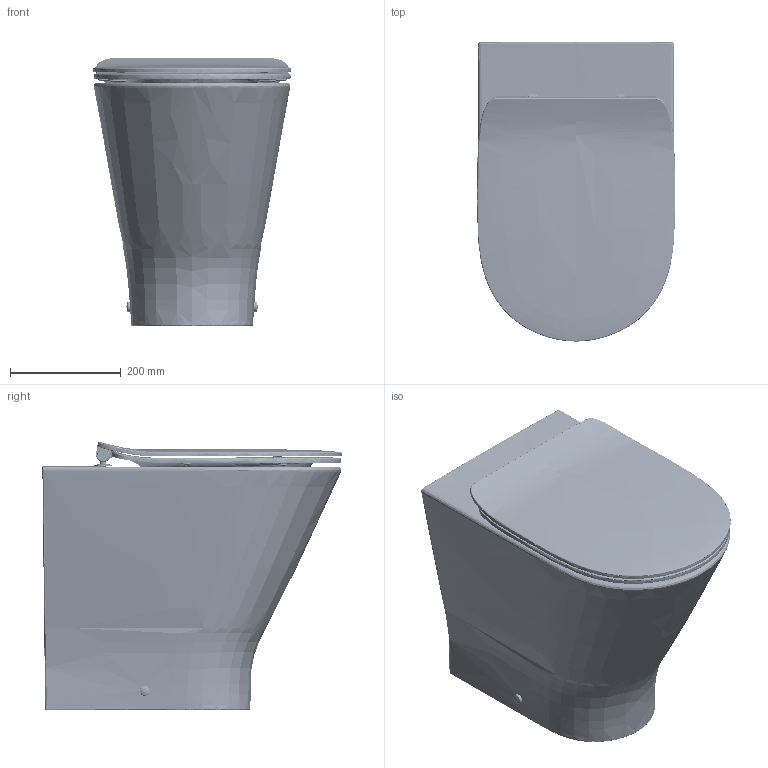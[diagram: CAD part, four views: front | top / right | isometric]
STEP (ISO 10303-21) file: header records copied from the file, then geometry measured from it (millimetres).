
FILE_DESCRIPTION(/* description */ (''),/* implementation_level */ '2;1');
FILE_NAME(/* name */ 'STEP - A3470N200R_A80RD12003_10040',/* time_stamp */ '2024-04-26T09:41:21+10:00',/* author */ (''),/* organization */ (''),/* preprocessor_version */ 'ST-DEVELOPER v16.5',/* originating_system */ 'Rhino 7.23',/* authorisation */ '');
FILE_SCHEMA (('AUTOMOTIVE_DESIGN'));
Products named in the file (1): Document
Bounding box: 358.19 x 541.05 x 485.01 mm (x, y, z)
Volume: 0 mm3; surface area: 2776833.6 mm2
Topology: 2 solids, 5787 shells, 6472 faces, 27479 edges, 26402 vertices
Faces by surface type: bspline 3049, plane 1795, cylinder 1628
Entity records: 912317 total; most frequent: CARTESIAN_POINT 716849, ORIENTED_EDGE 28757, EDGE_CURVE 27410, VERTEX_POINT 26428, B_SPLINE_CURVE_WITH_KNOTS 18674, EDGE_LOOP 6766, ADVANCED_FACE 6470, FACE_OUTER_BOUND 6470
